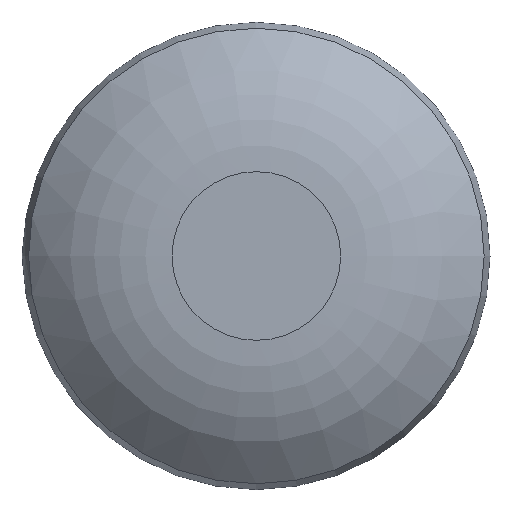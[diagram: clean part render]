
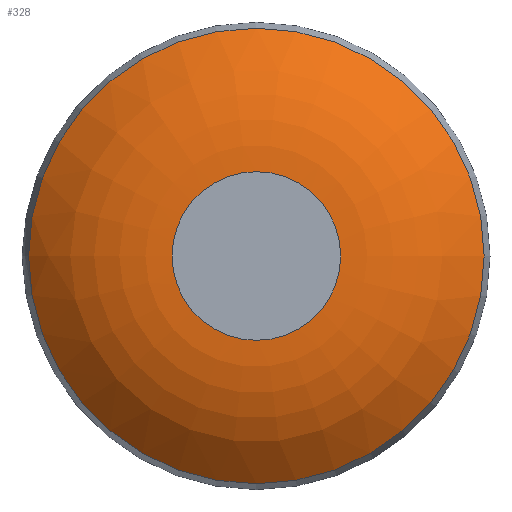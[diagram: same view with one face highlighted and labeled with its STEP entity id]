
A CAD part, left-side view. The second image highlights one B-rep face of the part: STEP entity #328.
In plain terms, the highlighted toroidal (fillet/blend) face has major radius 3.581 mm and minor radius 8.458 mm.
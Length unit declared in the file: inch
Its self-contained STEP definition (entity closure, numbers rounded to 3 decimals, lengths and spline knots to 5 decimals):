
#11 = DIRECTION ( 'NONE',  ( 1., 0., 0. ) ) ;
#16 = EDGE_LOOP ( 'NONE', ( #307 ) ) ;
#29 = DIRECTION ( 'NONE',  ( 0., 1., 0. ) ) ;
#39 = VERTEX_POINT ( 'NONE', #316 ) ;
#43 = VERTEX_POINT ( 'NONE', #170 ) ;
#52 = EDGE_CURVE ( 'NONE', #43, #43, #442, .T. ) ;
#66 = DIRECTION ( 'NONE',  ( 0., 1., 0. ) ) ;
#89 = DIRECTION ( 'NONE',  ( 0., 1., 0. ) ) ;
#96 = CARTESIAN_POINT ( 'NONE',  ( 0., 0., 0. ) ) ;
#166 = TOROIDAL_SURFACE ( 'NONE', #325, 0.141, 0.333 ) ;
#170 = CARTESIAN_POINT ( 'NONE',  ( 0.102, 0.38085, 0. ) ) ;
#179 = CIRCLE ( 'NONE', #439, 0.141 ) ;
#195 = CARTESIAN_POINT ( 'NONE',  ( 0.333, 0., 0. ) ) ;
#244 = DIRECTION ( 'NONE',  ( 1., 0., 0. ) ) ;
#260 = FACE_OUTER_BOUND ( 'NONE', #16, .T. ) ;
#282 = FACE_OUTER_BOUND ( 'NONE', #406, .T. ) ;
#291 = AXIS2_PLACEMENT_3D ( 'NONE', #431, #11, #89 ) ;
#307 = ORIENTED_EDGE ( 'NONE', *, *, #419, .T. ) ;
#316 = CARTESIAN_POINT ( 'NONE',  ( 0., 0.141, 0. ) ) ;
#325 = AXIS2_PLACEMENT_3D ( 'NONE', #195, #244, #66 ) ;
#328 = ADVANCED_FACE ( 'NONE', ( #260, #282 ), #166, .T. ) ;
#350 = ORIENTED_EDGE ( 'NONE', *, *, #52, .F. ) ;
#381 = DIRECTION ( 'NONE',  ( 1., 0., 0. ) ) ;
#406 = EDGE_LOOP ( 'NONE', ( #350 ) ) ;
#419 = EDGE_CURVE ( 'NONE', #39, #39, #179, .T. ) ;
#431 = CARTESIAN_POINT ( 'NONE',  ( 0.102, 0., 0. ) ) ;
#439 = AXIS2_PLACEMENT_3D ( 'NONE', #96, #381, #29 ) ;
#442 = CIRCLE ( 'NONE', #291, 0.38085 ) ;
